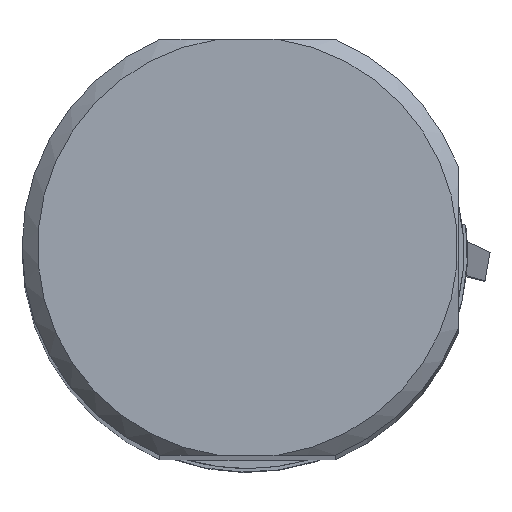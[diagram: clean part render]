
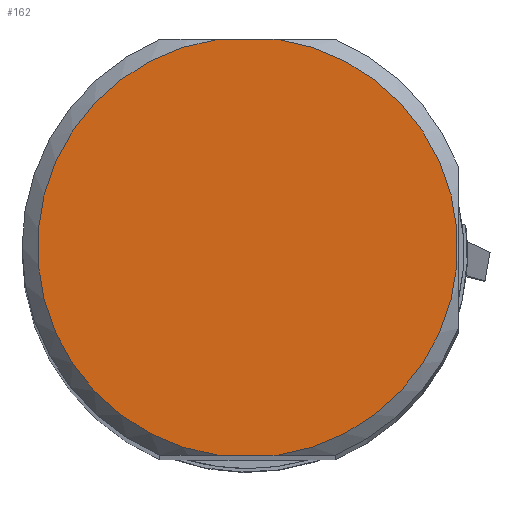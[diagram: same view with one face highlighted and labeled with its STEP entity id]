
A CAD part, top view. The second image highlights one B-rep face of the part: STEP entity #162.
In plain terms, the highlighted planar face has unit normal (0, 0, 1).
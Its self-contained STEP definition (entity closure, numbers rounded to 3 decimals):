
#114=CIRCLE('',#1071,23.65);
#115=CIRCLE('',#1073,23.65);
#162=ADVANCED_FACE('',(#250),#205,.F.);
#205=PLANE('',#1074);
#250=FACE_OUTER_BOUND('',#301,.T.);
#301=EDGE_LOOP('',(#530,#531,#532,#533));
#530=ORIENTED_EDGE('',*,*,#775,.F.);
#531=ORIENTED_EDGE('',*,*,#773,.F.);
#532=ORIENTED_EDGE('',*,*,#776,.F.);
#533=ORIENTED_EDGE('',*,*,#777,.F.);
#650=VERTEX_POINT('',#1607);
#651=VERTEX_POINT('',#1609);
#652=VERTEX_POINT('',#1616);
#653=VERTEX_POINT('',#1618);
#773=EDGE_CURVE('',#650,#651,#114,.T.);
#775=EDGE_CURVE('',#651,#652,#872,.T.);
#776=EDGE_CURVE('',#653,#650,#873,.T.);
#777=EDGE_CURVE('',#652,#653,#115,.T.);
#872=LINE('',#1615,#960);
#873=LINE('',#1617,#961);
#960=VECTOR('',#1317,1.);
#961=VECTOR('',#1318,1.);
#1071=AXIS2_PLACEMENT_3D('',#1608,#1313,#1314);
#1073=AXIS2_PLACEMENT_3D('',#1619,#1319,#1320);
#1074=AXIS2_PLACEMENT_3D('',#1620,#1321,#1322);
#1313=DIRECTION('',(0.,0.,-1.));
#1314=DIRECTION('',(0.,-1.,0.));
#1317=DIRECTION('',(-1.,0.,0.));
#1318=DIRECTION('',(1.,0.,0.));
#1319=DIRECTION('',(0.,0.,-1.));
#1320=DIRECTION('',(0.,-1.,0.));
#1321=DIRECTION('',(0.,0.,-1.));
#1322=DIRECTION('',(0.,1.,0.));
#1607=CARTESIAN_POINT('',(3.43,23.4,288.5));
#1608=CARTESIAN_POINT('',(0.,0.,288.5));
#1609=CARTESIAN_POINT('',(3.43,-23.4,288.5));
#1615=CARTESIAN_POINT('',(-23.1,-23.4,288.5));
#1616=CARTESIAN_POINT('',(-3.43,-23.4,288.5));
#1617=CARTESIAN_POINT('',(23.7,23.4,288.5));
#1618=CARTESIAN_POINT('',(-3.43,23.4,288.5));
#1619=CARTESIAN_POINT('',(0.,0.,288.5));
#1620=CARTESIAN_POINT('',(0.,0.,288.5));
